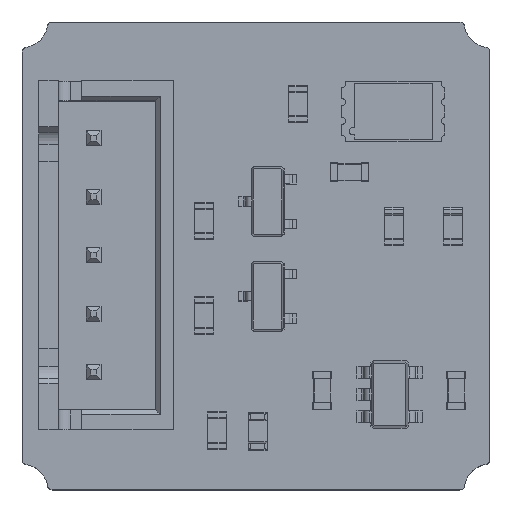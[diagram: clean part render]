
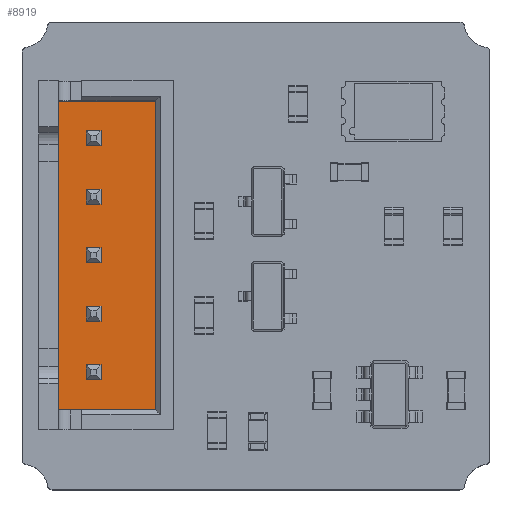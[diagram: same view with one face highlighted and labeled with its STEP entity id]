
A CAD part, top view. The second image highlights one B-rep face of the part: STEP entity #8919.
In plain terms, the highlighted planar face has unit normal (0, 0, 1).
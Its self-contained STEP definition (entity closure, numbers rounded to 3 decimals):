
#7720 = VERTEX_POINT('',#7721);
#7721 = CARTESIAN_POINT('',(-1.6,1.5,1.85));
#7727 = EDGE_CURVE('',#7720,#7728,#7730,.T.);
#7728 = VERTEX_POINT('',#7729);
#7729 = CARTESIAN_POINT('',(-1.6,-2.65,1.85));
#7730 = LINE('',#7731,#7732);
#7731 = CARTESIAN_POINT('',(-1.6,1.5,1.85));
#7732 = VECTOR('',#7733,1.);
#7733 = DIRECTION('',(0.,-1.,0.));
#7948 = EDGE_CURVE('',#7949,#7720,#7951,.T.);
#7949 = VERTEX_POINT('',#7950);
#7950 = CARTESIAN_POINT('',(11.6,1.5,1.85));
#7951 = LINE('',#7952,#7953);
#7952 = CARTESIAN_POINT('',(11.6,1.5,1.85));
#7953 = VECTOR('',#7954,1.);
#7954 = DIRECTION('',(-1.,0.,0.));
#8301 = EDGE_CURVE('',#7728,#8302,#8304,.T.);
#8302 = VERTEX_POINT('',#8303);
#8303 = CARTESIAN_POINT('',(11.6,-2.65,1.85));
#8304 = LINE('',#8305,#8306);
#8305 = CARTESIAN_POINT('',(-1.6,-2.65,1.85));
#8306 = VECTOR('',#8307,1.);
#8307 = DIRECTION('',(1.,0.,0.));
#8847 = EDGE_CURVE('',#8302,#7949,#8848,.T.);
#8848 = LINE('',#8849,#8850);
#8849 = CARTESIAN_POINT('',(11.6,-2.65,1.85));
#8850 = VECTOR('',#8851,1.);
#8851 = DIRECTION('',(0.,1.,0.));
#8919 = ADVANCED_FACE('',(#8920,#8926,#8960,#8994,#9028,#9062),#9096,.T.
  );
#8920 = FACE_BOUND('',#8921,.T.);
#8921 = EDGE_LOOP('',(#8922,#8923,#8924,#8925));
#8922 = ORIENTED_EDGE('',*,*,#7948,.T.);
#8923 = ORIENTED_EDGE('',*,*,#7727,.T.);
#8924 = ORIENTED_EDGE('',*,*,#8301,.T.);
#8925 = ORIENTED_EDGE('',*,*,#8847,.T.);
#8926 = FACE_BOUND('',#8927,.T.);
#8927 = EDGE_LOOP('',(#8928,#8938,#8946,#8954));
#8928 = ORIENTED_EDGE('',*,*,#8929,.T.);
#8929 = EDGE_CURVE('',#8930,#8932,#8934,.T.);
#8930 = VERTEX_POINT('',#8931);
#8931 = CARTESIAN_POINT('',(5.32,0.32,1.85));
#8932 = VERTEX_POINT('',#8933);
#8933 = CARTESIAN_POINT('',(5.32,-0.32,1.85));
#8934 = LINE('',#8935,#8936);
#8935 = CARTESIAN_POINT('',(5.32,-0.288,1.85));
#8936 = VECTOR('',#8937,1.);
#8937 = DIRECTION('',(0.,-1.,0.));
#8938 = ORIENTED_EDGE('',*,*,#8939,.T.);
#8939 = EDGE_CURVE('',#8932,#8940,#8942,.T.);
#8940 = VERTEX_POINT('',#8941);
#8941 = CARTESIAN_POINT('',(4.68,-0.32,1.85));
#8942 = LINE('',#8943,#8944);
#8943 = CARTESIAN_POINT('',(5.16,-0.32,1.85));
#8944 = VECTOR('',#8945,1.);
#8945 = DIRECTION('',(-1.,0.,0.));
#8946 = ORIENTED_EDGE('',*,*,#8947,.F.);
#8947 = EDGE_CURVE('',#8948,#8940,#8950,.T.);
#8948 = VERTEX_POINT('',#8949);
#8949 = CARTESIAN_POINT('',(4.68,0.32,1.85));
#8950 = LINE('',#8951,#8952);
#8951 = CARTESIAN_POINT('',(4.68,-0.288,1.85));
#8952 = VECTOR('',#8953,1.);
#8953 = DIRECTION('',(0.,-1.,0.));
#8954 = ORIENTED_EDGE('',*,*,#8955,.T.);
#8955 = EDGE_CURVE('',#8948,#8930,#8956,.T.);
#8956 = LINE('',#8957,#8958);
#8957 = CARTESIAN_POINT('',(5.16,0.32,1.85));
#8958 = VECTOR('',#8959,1.);
#8959 = DIRECTION('',(1.,0.,0.));
#8960 = FACE_BOUND('',#8961,.T.);
#8961 = EDGE_LOOP('',(#8962,#8972,#8980,#8988));
#8962 = ORIENTED_EDGE('',*,*,#8963,.F.);
#8963 = EDGE_CURVE('',#8964,#8966,#8968,.T.);
#8964 = VERTEX_POINT('',#8965);
#8965 = CARTESIAN_POINT('',(7.18,0.32,1.85));
#8966 = VERTEX_POINT('',#8967);
#8967 = CARTESIAN_POINT('',(7.18,-0.32,1.85));
#8968 = LINE('',#8969,#8970);
#8969 = CARTESIAN_POINT('',(7.18,-0.288,1.85));
#8970 = VECTOR('',#8971,1.);
#8971 = DIRECTION('',(0.,-1.,0.));
#8972 = ORIENTED_EDGE('',*,*,#8973,.T.);
#8973 = EDGE_CURVE('',#8964,#8974,#8976,.T.);
#8974 = VERTEX_POINT('',#8975);
#8975 = CARTESIAN_POINT('',(7.82,0.32,1.85));
#8976 = LINE('',#8977,#8978);
#8977 = CARTESIAN_POINT('',(6.41,0.32,1.85));
#8978 = VECTOR('',#8979,1.);
#8979 = DIRECTION('',(1.,0.,0.));
#8980 = ORIENTED_EDGE('',*,*,#8981,.T.);
#8981 = EDGE_CURVE('',#8974,#8982,#8984,.T.);
#8982 = VERTEX_POINT('',#8983);
#8983 = CARTESIAN_POINT('',(7.82,-0.32,1.85));
#8984 = LINE('',#8985,#8986);
#8985 = CARTESIAN_POINT('',(7.82,-0.288,1.85));
#8986 = VECTOR('',#8987,1.);
#8987 = DIRECTION('',(0.,-1.,0.));
#8988 = ORIENTED_EDGE('',*,*,#8989,.T.);
#8989 = EDGE_CURVE('',#8982,#8966,#8990,.T.);
#8990 = LINE('',#8991,#8992);
#8991 = CARTESIAN_POINT('',(6.41,-0.32,1.85));
#8992 = VECTOR('',#8993,1.);
#8993 = DIRECTION('',(-1.,0.,0.));
#8994 = FACE_BOUND('',#8995,.T.);
#8995 = EDGE_LOOP('',(#8996,#9006,#9014,#9022));
#8996 = ORIENTED_EDGE('',*,*,#8997,.T.);
#8997 = EDGE_CURVE('',#8998,#9000,#9002,.T.);
#8998 = VERTEX_POINT('',#8999);
#8999 = CARTESIAN_POINT('',(2.82,0.32,1.85));
#9000 = VERTEX_POINT('',#9001);
#9001 = CARTESIAN_POINT('',(2.82,-0.32,1.85));
#9002 = LINE('',#9003,#9004);
#9003 = CARTESIAN_POINT('',(2.82,-0.288,1.85));
#9004 = VECTOR('',#9005,1.);
#9005 = DIRECTION('',(0.,-1.,0.));
#9006 = ORIENTED_EDGE('',*,*,#9007,.T.);
#9007 = EDGE_CURVE('',#9000,#9008,#9010,.T.);
#9008 = VERTEX_POINT('',#9009);
#9009 = CARTESIAN_POINT('',(2.18,-0.32,1.85));
#9010 = LINE('',#9011,#9012);
#9011 = CARTESIAN_POINT('',(3.91,-0.32,1.85));
#9012 = VECTOR('',#9013,1.);
#9013 = DIRECTION('',(-1.,0.,0.));
#9014 = ORIENTED_EDGE('',*,*,#9015,.F.);
#9015 = EDGE_CURVE('',#9016,#9008,#9018,.T.);
#9016 = VERTEX_POINT('',#9017);
#9017 = CARTESIAN_POINT('',(2.18,0.32,1.85));
#9018 = LINE('',#9019,#9020);
#9019 = CARTESIAN_POINT('',(2.18,-0.288,1.85));
#9020 = VECTOR('',#9021,1.);
#9021 = DIRECTION('',(0.,-1.,0.));
#9022 = ORIENTED_EDGE('',*,*,#9023,.T.);
#9023 = EDGE_CURVE('',#9016,#8998,#9024,.T.);
#9024 = LINE('',#9025,#9026);
#9025 = CARTESIAN_POINT('',(3.91,0.32,1.85));
#9026 = VECTOR('',#9027,1.);
#9027 = DIRECTION('',(1.,0.,0.));
#9028 = FACE_BOUND('',#9029,.T.);
#9029 = EDGE_LOOP('',(#9030,#9040,#9048,#9056));
#9030 = ORIENTED_EDGE('',*,*,#9031,.T.);
#9031 = EDGE_CURVE('',#9032,#9034,#9036,.T.);
#9032 = VERTEX_POINT('',#9033);
#9033 = CARTESIAN_POINT('',(9.68,0.32,1.85));
#9034 = VERTEX_POINT('',#9035);
#9035 = CARTESIAN_POINT('',(10.32,0.32,1.85));
#9036 = LINE('',#9037,#9038);
#9037 = CARTESIAN_POINT('',(7.66,0.32,1.85));
#9038 = VECTOR('',#9039,1.);
#9039 = DIRECTION('',(1.,0.,0.));
#9040 = ORIENTED_EDGE('',*,*,#9041,.T.);
#9041 = EDGE_CURVE('',#9034,#9042,#9044,.T.);
#9042 = VERTEX_POINT('',#9043);
#9043 = CARTESIAN_POINT('',(10.32,-0.32,1.85));
#9044 = LINE('',#9045,#9046);
#9045 = CARTESIAN_POINT('',(10.32,-0.269,1.85));
#9046 = VECTOR('',#9047,1.);
#9047 = DIRECTION('',(0.,-1.,0.));
#9048 = ORIENTED_EDGE('',*,*,#9049,.T.);
#9049 = EDGE_CURVE('',#9042,#9050,#9052,.T.);
#9050 = VERTEX_POINT('',#9051);
#9051 = CARTESIAN_POINT('',(9.68,-0.32,1.85));
#9052 = LINE('',#9053,#9054);
#9053 = CARTESIAN_POINT('',(7.66,-0.32,1.85));
#9054 = VECTOR('',#9055,1.);
#9055 = DIRECTION('',(-1.,0.,0.));
#9056 = ORIENTED_EDGE('',*,*,#9057,.F.);
#9057 = EDGE_CURVE('',#9032,#9050,#9058,.T.);
#9058 = LINE('',#9059,#9060);
#9059 = CARTESIAN_POINT('',(9.68,-0.269,1.85));
#9060 = VECTOR('',#9061,1.);
#9061 = DIRECTION('',(0.,-1.,0.));
#9062 = FACE_BOUND('',#9063,.T.);
#9063 = EDGE_LOOP('',(#9064,#9074,#9082,#9090));
#9064 = ORIENTED_EDGE('',*,*,#9065,.F.);
#9065 = EDGE_CURVE('',#9066,#9068,#9070,.T.);
#9066 = VERTEX_POINT('',#9067);
#9067 = CARTESIAN_POINT('',(-0.32,0.32,1.85));
#9068 = VERTEX_POINT('',#9069);
#9069 = CARTESIAN_POINT('',(-0.32,-0.32,1.85));
#9070 = LINE('',#9071,#9072);
#9071 = CARTESIAN_POINT('',(-0.32,-0.269,1.85));
#9072 = VECTOR('',#9073,1.);
#9073 = DIRECTION('',(0.,-1.,0.));
#9074 = ORIENTED_EDGE('',*,*,#9075,.T.);
#9075 = EDGE_CURVE('',#9066,#9076,#9078,.T.);
#9076 = VERTEX_POINT('',#9077);
#9077 = CARTESIAN_POINT('',(0.32,0.32,1.85));
#9078 = LINE('',#9079,#9080);
#9079 = CARTESIAN_POINT('',(2.66,0.32,1.85));
#9080 = VECTOR('',#9081,1.);
#9081 = DIRECTION('',(1.,0.,0.));
#9082 = ORIENTED_EDGE('',*,*,#9083,.T.);
#9083 = EDGE_CURVE('',#9076,#9084,#9086,.T.);
#9084 = VERTEX_POINT('',#9085);
#9085 = CARTESIAN_POINT('',(0.32,-0.32,1.85));
#9086 = LINE('',#9087,#9088);
#9087 = CARTESIAN_POINT('',(0.32,-0.269,1.85));
#9088 = VECTOR('',#9089,1.);
#9089 = DIRECTION('',(0.,-1.,0.));
#9090 = ORIENTED_EDGE('',*,*,#9091,.T.);
#9091 = EDGE_CURVE('',#9084,#9068,#9092,.T.);
#9092 = LINE('',#9093,#9094);
#9093 = CARTESIAN_POINT('',(2.66,-0.32,1.85));
#9094 = VECTOR('',#9095,1.);
#9095 = DIRECTION('',(-1.,0.,0.));
#9096 = PLANE('',#9097);
#9097 = AXIS2_PLACEMENT_3D('',#9098,#9099,#9100);
#9098 = CARTESIAN_POINT('',(5.,-0.575,1.85));
#9099 = DIRECTION('',(0.,0.,1.));
#9100 = DIRECTION('',(-1.,0.,0.));
